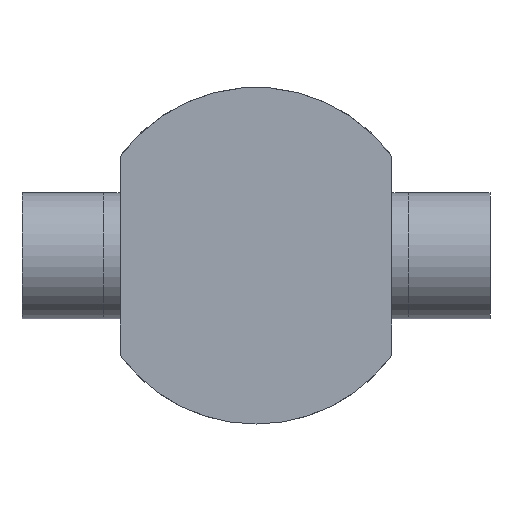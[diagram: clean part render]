
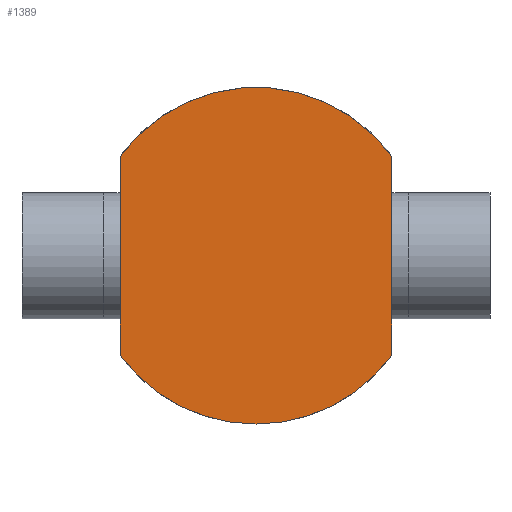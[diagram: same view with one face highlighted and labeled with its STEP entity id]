
A CAD part, front view. The second image highlights one B-rep face of the part: STEP entity #1389.
In plain terms, the highlighted planar face has unit normal (0, -1, 0).
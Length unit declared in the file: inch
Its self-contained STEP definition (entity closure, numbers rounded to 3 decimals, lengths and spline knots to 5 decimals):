
#25 = DIRECTION ( 'NONE',  ( 0., 0., -1. ) ) ;
#28 = AXIS2_PLACEMENT_3D ( 'NONE', #1276, #1049, #485 ) ;
#133 = CARTESIAN_POINT ( 'NONE',  ( 0., 0., 0. ) ) ;
#157 = VERTEX_POINT ( 'NONE', #1209 ) ;
#211 = AXIS2_PLACEMENT_3D ( 'NONE', #817, #2274, #1831 ) ;
#278 = DIRECTION ( 'NONE',  ( 0., -1., 0. ) ) ;
#287 = CARTESIAN_POINT ( 'NONE',  ( -1.614, 0., -1.1811 ) ) ;
#295 = ORIENTED_EDGE ( 'NONE', *, *, #1051, .T. ) ;
#343 = VECTOR ( 'NONE', #2201, 39.37008 ) ;
#374 = DIRECTION ( 'NONE',  ( 0., 0., -1. ) ) ;
#485 = DIRECTION ( 'NONE',  ( 0., 0., -1. ) ) ;
#561 = CARTESIAN_POINT ( 'NONE',  ( 1.614, 0., 1.1811 ) ) ;
#630 = CIRCLE ( 'NONE', #28, 2. ) ;
#674 = EDGE_LOOP ( 'NONE', ( #295, #795, #1193, #1845, #1990 ) ) ;
#757 = CARTESIAN_POINT ( 'NONE',  ( 1.614, 0., 0. ) ) ;
#795 = ORIENTED_EDGE ( 'NONE', *, *, #1991, .T. ) ;
#817 = CARTESIAN_POINT ( 'NONE',  ( 0., 0., 0. ) ) ;
#858 = VERTEX_POINT ( 'NONE', #287 ) ;
#1049 = DIRECTION ( 'NONE',  ( 0., -1., 0. ) ) ;
#1051 = EDGE_CURVE ( 'NONE', #858, #157, #2594, .T. ) ;
#1061 = CARTESIAN_POINT ( 'NONE',  ( 0., 0., 0. ) ) ;
#1159 = DIRECTION ( 'NONE',  ( 0., -1., 0. ) ) ;
#1193 = ORIENTED_EDGE ( 'NONE', *, *, #2577, .T. ) ;
#1209 = CARTESIAN_POINT ( 'NONE',  ( 0., 0., -2. ) ) ;
#1276 = CARTESIAN_POINT ( 'NONE',  ( 0., 0., 0. ) ) ;
#1286 = VECTOR ( 'NONE', #374, 39.37008 ) ;
#1368 = VERTEX_POINT ( 'NONE', #2483 ) ;
#1389 = ADVANCED_FACE ( 'NONE', ( #2339 ), #2072, .T. ) ;
#1437 = AXIS2_PLACEMENT_3D ( 'NONE', #133, #1159, #1551 ) ;
#1551 = DIRECTION ( 'NONE',  ( 0., 0., -1. ) ) ;
#1672 = LINE ( 'NONE', #757, #343 ) ;
#1730 = CARTESIAN_POINT ( 'NONE',  ( 1.614, 0., -1.1811 ) ) ;
#1831 = DIRECTION ( 'NONE',  ( 0., 0., -1. ) ) ;
#1845 = ORIENTED_EDGE ( 'NONE', *, *, #2071, .T. ) ;
#1990 = ORIENTED_EDGE ( 'NONE', *, *, #2136, .T. ) ;
#1991 = EDGE_CURVE ( 'NONE', #157, #2030, #630, .T. ) ;
#2030 = VERTEX_POINT ( 'NONE', #1730 ) ;
#2071 = EDGE_CURVE ( 'NONE', #2567, #1368, #2525, .T. ) ;
#2072 = PLANE ( 'NONE',  #211 ) ;
#2136 = EDGE_CURVE ( 'NONE', #1368, #858, #2148, .T. ) ;
#2148 = LINE ( 'NONE', #2418, #1286 ) ;
#2201 = DIRECTION ( 'NONE',  ( 0., 0., 1. ) ) ;
#2274 = DIRECTION ( 'NONE',  ( 0., -1., 0. ) ) ;
#2339 = FACE_OUTER_BOUND ( 'NONE', #674, .T. ) ;
#2418 = CARTESIAN_POINT ( 'NONE',  ( -1.614, 0., 0. ) ) ;
#2483 = CARTESIAN_POINT ( 'NONE',  ( -1.614, 0., 1.1811 ) ) ;
#2525 = CIRCLE ( 'NONE', #1437, 2. ) ;
#2564 = AXIS2_PLACEMENT_3D ( 'NONE', #1061, #278, #25 ) ;
#2567 = VERTEX_POINT ( 'NONE', #561 ) ;
#2577 = EDGE_CURVE ( 'NONE', #2030, #2567, #1672, .T. ) ;
#2594 = CIRCLE ( 'NONE', #2564, 2. ) ;
